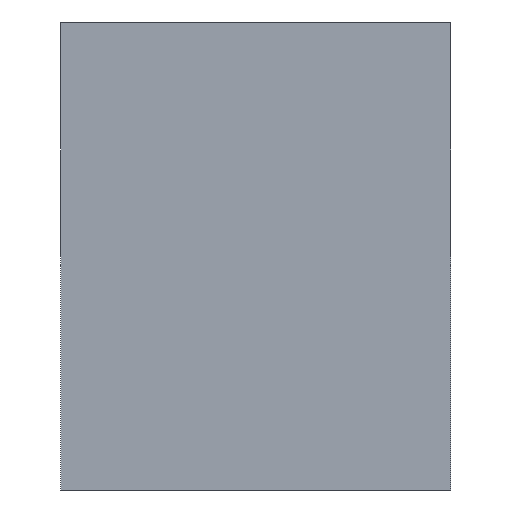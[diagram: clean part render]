
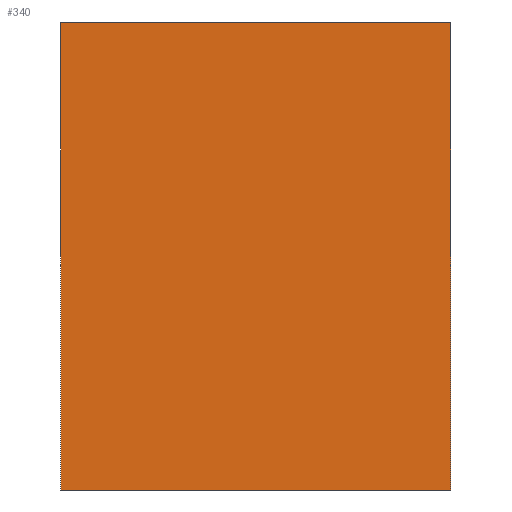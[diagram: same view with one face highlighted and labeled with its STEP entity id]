
A CAD part, left-side view. The second image highlights one B-rep face of the part: STEP entity #340.
In plain terms, the highlighted planar face has unit normal (-1, 0, 0).
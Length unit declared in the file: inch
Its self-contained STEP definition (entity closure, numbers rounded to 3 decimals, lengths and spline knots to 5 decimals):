
#14 = EDGE_CURVE ( 'NONE', #38, #418, #260, .T. ) ;
#38 = VERTEX_POINT ( 'NONE', #479 ) ;
#41 = EDGE_LOOP ( 'NONE', ( #505, #522, #141, #346 ) ) ;
#54 = CARTESIAN_POINT ( 'NONE',  ( -0.03957, 0.02461, 0.003 ) ) ;
#68 = CARTESIAN_POINT ( 'NONE',  ( -0.03957, -0.02461, 0.003 ) ) ;
#83 = VECTOR ( 'NONE', #222, 39.37008 ) ;
#117 = AXIS2_PLACEMENT_3D ( 'NONE', #155, #450, #481 ) ;
#118 = VECTOR ( 'NONE', #517, 39.37008 ) ;
#141 = ORIENTED_EDGE ( 'NONE', *, *, #14, .F. ) ;
#155 = CARTESIAN_POINT ( 'NONE',  ( -0.03957, 0.02461, 0.003 ) ) ;
#180 = VERTEX_POINT ( 'NONE', #345 ) ;
#192 = EDGE_CURVE ( 'NONE', #243, #180, #337, .T. ) ;
#222 = DIRECTION ( 'NONE',  ( 0., -1., 0. ) ) ;
#243 = VERTEX_POINT ( 'NONE', #54 ) ;
#260 = LINE ( 'NONE', #264, #118 ) ;
#264 = CARTESIAN_POINT ( 'NONE',  ( -0.03957, 0.02461, 0.06206 ) ) ;
#280 = CARTESIAN_POINT ( 'NONE',  ( -0.03957, -0.02461, 0.06206 ) ) ;
#288 = VECTOR ( 'NONE', #312, 39.37008 ) ;
#312 = DIRECTION ( 'NONE',  ( 0., 0., 1. ) ) ;
#316 = PLANE ( 'NONE',  #117 ) ;
#326 = EDGE_CURVE ( 'NONE', #243, #38, #523, .T. ) ;
#337 = LINE ( 'NONE', #419, #83 ) ;
#340 = ADVANCED_FACE ( 'NONE', ( #516 ), #316, .T. ) ;
#345 = CARTESIAN_POINT ( 'NONE',  ( -0.03957, -0.02461, 0.003 ) ) ;
#346 = ORIENTED_EDGE ( 'NONE', *, *, #326, .F. ) ;
#358 = VECTOR ( 'NONE', #443, 39.37008 ) ;
#397 = CARTESIAN_POINT ( 'NONE',  ( -0.03957, 0.02461, 0.003 ) ) ;
#418 = VERTEX_POINT ( 'NONE', #280 ) ;
#419 = CARTESIAN_POINT ( 'NONE',  ( -0.03957, 0.02461, 0.003 ) ) ;
#424 = EDGE_CURVE ( 'NONE', #180, #418, #437, .T. ) ;
#437 = LINE ( 'NONE', #68, #358 ) ;
#443 = DIRECTION ( 'NONE',  ( 0., 0., 1. ) ) ;
#450 = DIRECTION ( 'NONE',  ( -1., 0., 0. ) ) ;
#479 = CARTESIAN_POINT ( 'NONE',  ( -0.03957, 0.02461, 0.06206 ) ) ;
#481 = DIRECTION ( 'NONE',  ( 0., 0., 1. ) ) ;
#505 = ORIENTED_EDGE ( 'NONE', *, *, #192, .T. ) ;
#516 = FACE_OUTER_BOUND ( 'NONE', #41, .T. ) ;
#517 = DIRECTION ( 'NONE',  ( 0., -1., 0. ) ) ;
#522 = ORIENTED_EDGE ( 'NONE', *, *, #424, .T. ) ;
#523 = LINE ( 'NONE', #397, #288 ) ;
